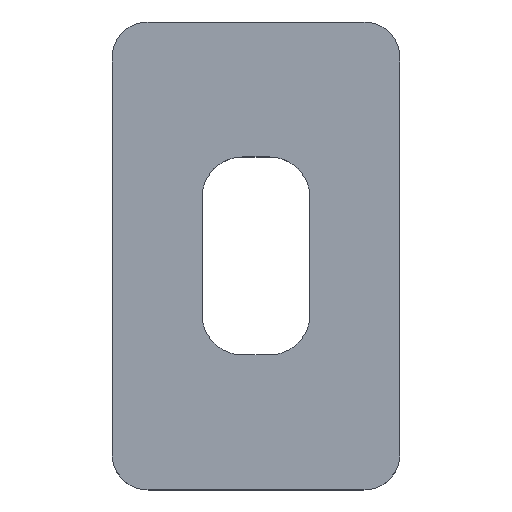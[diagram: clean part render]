
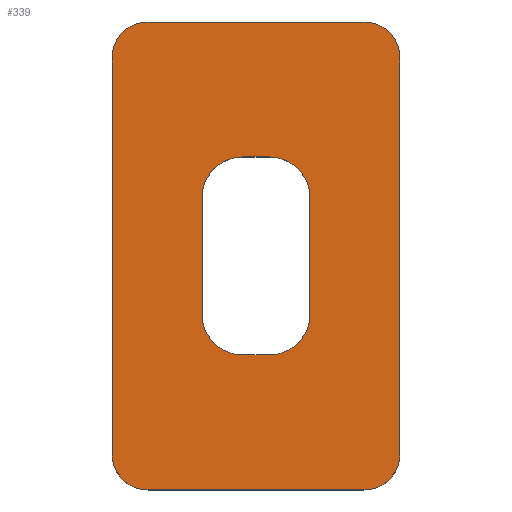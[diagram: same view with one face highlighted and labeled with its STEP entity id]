
A CAD part, top view. The second image highlights one B-rep face of the part: STEP entity #339.
In plain terms, the highlighted planar face has unit normal (0, 0, 1).
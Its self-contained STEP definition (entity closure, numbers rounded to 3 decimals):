
#15=FACE_BOUND('',#56,.T.);
#22=PLANE('',#381);
#37=FACE_OUTER_BOUND('',#55,.T.);
#55=EDGE_LOOP('',(#265,#266,#267,#268,#269,#270,#271,#272));
#56=EDGE_LOOP('',(#273,#274,#275,#276,#277,#278,#279,#280));
#69=LINE('',#512,#101);
#72=LINE('',#523,#104);
#76=LINE('',#535,#108);
#79=LINE('',#544,#111);
#83=LINE('',#557,#115);
#86=LINE('',#563,#118);
#87=LINE('',#567,#119);
#88=LINE('',#571,#120);
#101=VECTOR('',#409,10.);
#104=VECTOR('',#420,10.);
#108=VECTOR('',#432,10.);
#111=VECTOR('',#443,10.);
#115=VECTOR('',#455,10.);
#118=VECTOR('',#460,10.);
#119=VECTOR('',#463,10.);
#120=VECTOR('',#466,10.);
#130=CIRCLE('',#363,2.25);
#132=CIRCLE('',#367,2.25);
#134=CIRCLE('',#371,2.25);
#136=CIRCLE('',#375,2.25);
#137=CIRCLE('',#378,2.);
#139=CIRCLE('',#382,2.);
#140=CIRCLE('',#383,2.);
#141=CIRCLE('',#384,2.);
#147=VERTEX_POINT('',#502);
#148=VERTEX_POINT('',#504);
#150=VERTEX_POINT('',#510);
#153=VERTEX_POINT('',#517);
#154=VERTEX_POINT('',#519);
#157=VERTEX_POINT('',#529);
#158=VERTEX_POINT('',#531);
#160=VERTEX_POINT('',#540);
#161=VERTEX_POINT('',#547);
#162=VERTEX_POINT('',#548);
#165=VERTEX_POINT('',#556);
#167=VERTEX_POINT('',#562);
#168=VERTEX_POINT('',#564);
#169=VERTEX_POINT('',#566);
#170=VERTEX_POINT('',#568);
#171=VERTEX_POINT('',#570);
#179=EDGE_CURVE('',#147,#148,#130,.T.);
#183=EDGE_CURVE('',#147,#150,#69,.T.);
#186=EDGE_CURVE('',#153,#154,#132,.T.);
#188=EDGE_CURVE('',#153,#148,#72,.T.);
#192=EDGE_CURVE('',#157,#158,#134,.T.);
#194=EDGE_CURVE('',#157,#154,#76,.T.);
#198=EDGE_CURVE('',#160,#150,#136,.T.);
#199=EDGE_CURVE('',#160,#158,#79,.T.);
#201=EDGE_CURVE('',#161,#162,#137,.T.);
#205=EDGE_CURVE('',#165,#162,#83,.T.);
#208=EDGE_CURVE('',#161,#167,#86,.T.);
#209=EDGE_CURVE('',#168,#167,#139,.T.);
#210=EDGE_CURVE('',#168,#169,#87,.T.);
#211=EDGE_CURVE('',#170,#169,#140,.T.);
#212=EDGE_CURVE('',#170,#171,#88,.T.);
#213=EDGE_CURVE('',#165,#171,#141,.T.);
#265=ORIENTED_EDGE('',*,*,#201,.F.);
#266=ORIENTED_EDGE('',*,*,#208,.T.);
#267=ORIENTED_EDGE('',*,*,#209,.F.);
#268=ORIENTED_EDGE('',*,*,#210,.T.);
#269=ORIENTED_EDGE('',*,*,#211,.F.);
#270=ORIENTED_EDGE('',*,*,#212,.T.);
#271=ORIENTED_EDGE('',*,*,#213,.F.);
#272=ORIENTED_EDGE('',*,*,#205,.T.);
#273=ORIENTED_EDGE('',*,*,#199,.T.);
#274=ORIENTED_EDGE('',*,*,#192,.F.);
#275=ORIENTED_EDGE('',*,*,#194,.T.);
#276=ORIENTED_EDGE('',*,*,#186,.F.);
#277=ORIENTED_EDGE('',*,*,#188,.T.);
#278=ORIENTED_EDGE('',*,*,#179,.F.);
#279=ORIENTED_EDGE('',*,*,#183,.T.);
#280=ORIENTED_EDGE('',*,*,#198,.F.);
#339=ADVANCED_FACE('',(#37,#15),#22,.T.);
#363=AXIS2_PLACEMENT_3D('',#505,#402,#403);
#367=AXIS2_PLACEMENT_3D('',#520,#415,#416);
#371=AXIS2_PLACEMENT_3D('',#532,#427,#428);
#375=AXIS2_PLACEMENT_3D('',#542,#439,#440);
#378=AXIS2_PLACEMENT_3D('',#549,#447,#448);
#381=AXIS2_PLACEMENT_3D('',#561,#458,#459);
#382=AXIS2_PLACEMENT_3D('',#565,#461,#462);
#383=AXIS2_PLACEMENT_3D('',#569,#464,#465);
#384=AXIS2_PLACEMENT_3D('',#572,#467,#468);
#402=DIRECTION('center_axis',(0.,0.,1.));
#403=DIRECTION('ref_axis',(-0.707,-0.707,0.));
#409=DIRECTION('',(0.,1.,0.));
#415=DIRECTION('center_axis',(0.,0.,1.));
#416=DIRECTION('ref_axis',(0.707,-0.707,0.));
#420=DIRECTION('',(-1.,0.,0.));
#427=DIRECTION('center_axis',(0.,0.,1.));
#428=DIRECTION('ref_axis',(0.707,0.707,0.));
#432=DIRECTION('',(0.,-1.,0.));
#439=DIRECTION('center_axis',(0.,0.,1.));
#440=DIRECTION('ref_axis',(-0.707,0.707,0.));
#443=DIRECTION('',(1.,0.,0.));
#447=DIRECTION('center_axis',(0.,0.,-1.));
#448=DIRECTION('ref_axis',(0.707,-0.707,0.));
#455=DIRECTION('',(1.,0.,0.));
#458=DIRECTION('center_axis',(0.,0.,1.));
#459=DIRECTION('ref_axis',(1.,0.,0.));
#460=DIRECTION('',(0.,1.,0.));
#461=DIRECTION('center_axis',(0.,0.,-1.));
#462=DIRECTION('ref_axis',(0.707,0.707,0.));
#463=DIRECTION('',(-1.,0.,0.));
#464=DIRECTION('center_axis',(0.,0.,-1.));
#465=DIRECTION('ref_axis',(-0.707,0.707,0.));
#466=DIRECTION('',(0.,-1.,0.));
#467=DIRECTION('center_axis',(0.,0.,-1.));
#468=DIRECTION('ref_axis',(-0.707,-0.707,0.));
#502=CARTESIAN_POINT('',(-3.,-3.25,3.));
#504=CARTESIAN_POINT('',(-0.75,-5.5,3.));
#505=CARTESIAN_POINT('Origin',(-0.75,-3.25,3.));
#510=CARTESIAN_POINT('',(-3.,3.25,3.));
#512=CARTESIAN_POINT('',(-3.,-5.5,3.));
#517=CARTESIAN_POINT('',(0.75,-5.5,3.));
#519=CARTESIAN_POINT('',(3.,-3.25,3.));
#520=CARTESIAN_POINT('Origin',(0.75,-3.25,3.));
#523=CARTESIAN_POINT('',(3.,-5.5,3.));
#529=CARTESIAN_POINT('',(3.,3.25,3.));
#531=CARTESIAN_POINT('',(0.75,5.5,3.));
#532=CARTESIAN_POINT('Origin',(0.75,3.25,3.));
#535=CARTESIAN_POINT('',(3.,5.5,3.));
#540=CARTESIAN_POINT('',(-0.75,5.5,3.));
#542=CARTESIAN_POINT('Origin',(-0.75,3.25,3.));
#544=CARTESIAN_POINT('',(-3.,5.5,3.));
#547=CARTESIAN_POINT('',(8.,-11.,3.));
#548=CARTESIAN_POINT('',(6.,-13.,3.));
#549=CARTESIAN_POINT('Origin',(6.,-11.,3.));
#556=CARTESIAN_POINT('',(-6.,-13.,3.));
#557=CARTESIAN_POINT('',(8.,-13.,3.));
#561=CARTESIAN_POINT('Origin',(0.,0.,3.));
#562=CARTESIAN_POINT('',(8.,11.,3.));
#563=CARTESIAN_POINT('',(8.,13.,3.));
#564=CARTESIAN_POINT('',(6.,13.,3.));
#565=CARTESIAN_POINT('Origin',(6.,11.,3.));
#566=CARTESIAN_POINT('',(-6.,13.,3.));
#567=CARTESIAN_POINT('',(-8.,13.,3.));
#568=CARTESIAN_POINT('',(-8.,11.,3.));
#569=CARTESIAN_POINT('Origin',(-6.,11.,3.));
#570=CARTESIAN_POINT('',(-8.,-11.,3.));
#571=CARTESIAN_POINT('',(-8.,-13.,3.));
#572=CARTESIAN_POINT('Origin',(-6.,-11.,3.));
